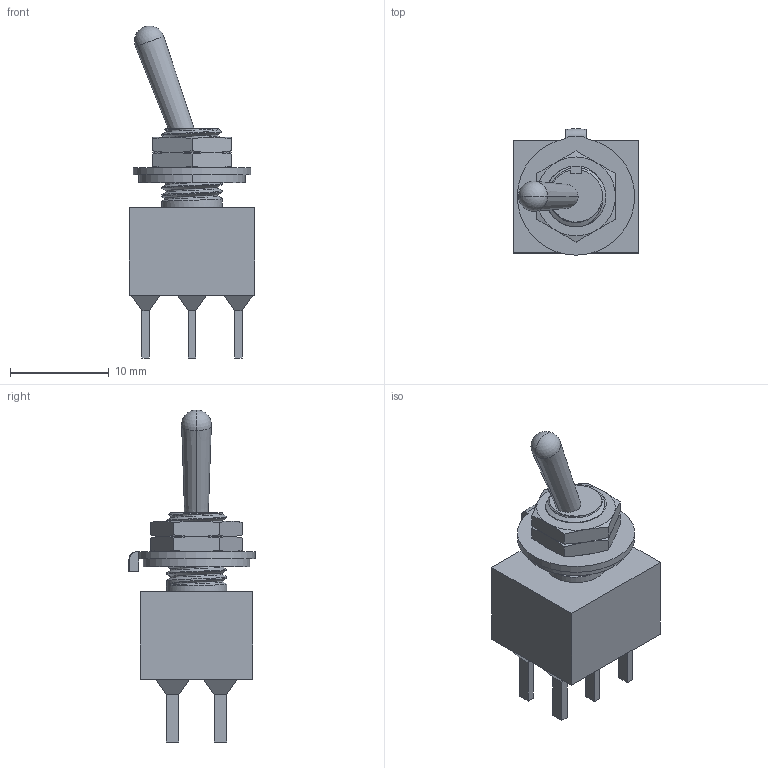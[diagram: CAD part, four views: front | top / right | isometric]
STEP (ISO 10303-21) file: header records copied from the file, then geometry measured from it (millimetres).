
FILE_DESCRIPTION((''),'2;1');
FILE_NAME('C-1825139-9','2015-08-13T',('workeradm'),('Tyco Electronics Ltd.'),'PRO/ENGINEER BY PARAMETRIC TECHNOLOGY CORPORATION, 2014090','PRO/ENGINEER BY PARAMETRIC TECHNOLOGY CORPORATION, 2014090','');
FILE_SCHEMA(('AUTOMOTIVE_DESIGN { 1 0 10303 214 1 1 1 1 }'));
Length unit declared in the file: millimetre
Products named in the file (1): C-1825139-9
Bounding box: 12.7 x 12.79 x 33.64 mm (x, y, z)
Volume: 1839 mm3; surface area: 1409.3 mm2
Topology: 1 solids, 1 shells, 143 faces, 334 edges, 201 vertices
Faces by surface type: plane 83, cone 28, bspline 19, cylinder 10, sphere 2, torus 1
Entity records: 7938 total; most frequent: CARTESIAN_POINT 4777, ORIENTED_EDGE 664, DIRECTION 510, EDGE_CURVE 332, VERTEX_POINT 201, VECTOR 178, LINE 178, AXIS2_PLACEMENT_3D 166
